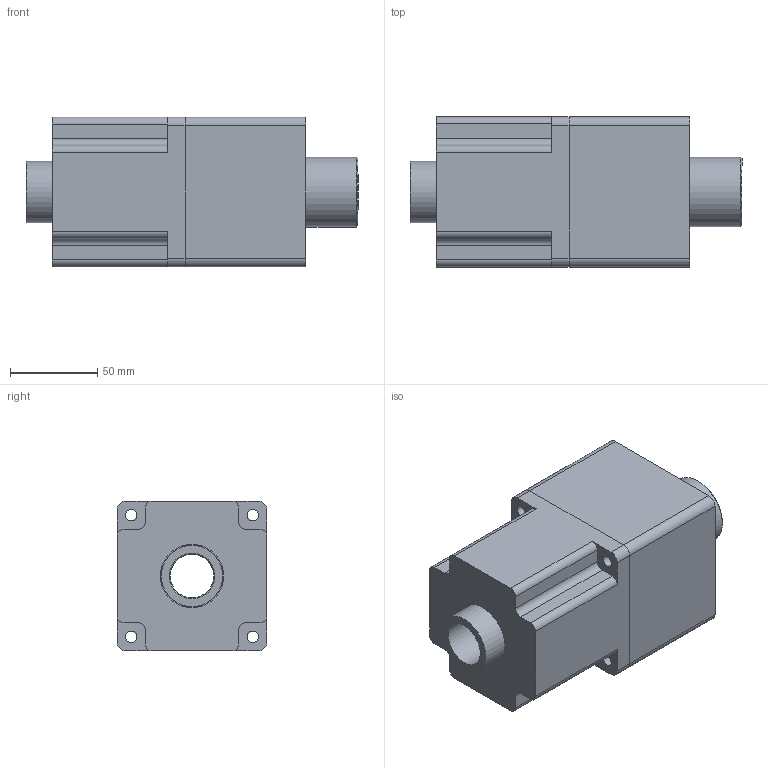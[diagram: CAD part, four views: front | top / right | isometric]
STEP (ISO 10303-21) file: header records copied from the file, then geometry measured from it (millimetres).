
FILE_DESCRIPTION(/* description */ (''),/* implementation_level */ '2;1');
FILE_NAME(/* name */ 'Rotating Ball Nema34 SFU2510 v2.step',/* time_stamp */ '2022-04-20T17:22:00+10:00',/* author */ (''),/* organization */ (''),/* preprocessor_version */ 'ST-DEVELOPER v18.1',/* originating_system */ 'Autodesk Translation Framework v10.14.0.1471',/* authorisation */ '');
FILE_SCHEMA (('AUTOMOTIVE_DESIGN { 1 0 10303 214 3 1 1 }'));
Length unit declared in the file: millimetre
Products named in the file (7): Rotating Ball Nema34 SFU2510; Component1; SFU2510 Ball nut; Component4; 90348A031_18-8 Stainless Steel Socket Head Screws; 8828T119_Angular-Contact Double Row Ball Bearing; Component3
Assembly tree (6 placements, depth 3):
  Rotating Ball Nema34 SFU2510
    Component1
    SFU2510 Ball nut
    Component4
      90348A031_18-8 Stainless Steel Socket Head Screws
    8828T119_Angular-Contact Double Row Ball Bearing
    Component3
Bounding box: 190 x 85.8 x 85.8 mm (x, y, z)
Volume: 824146.2 mm3; surface area: 199391.3 mm2
Topology: 28 solids, 28 shells, 260 faces, 665 edges, 427 vertices
Faces by surface type: cylinder 142, plane 67, cone 25, sphere 20, torus 4, bspline 2
Full cylindrical faces by diameter (mm): 4.701 x29, 5 x6, 6 x29, 6.5 x8, 6.6 x12, 10 x1, 25 x1, 26 x1, 35 x1, 36.2 x1, 40 x2, 40.5 x1, 41 x1, 55.622 x3, 62 x1, 64.378 x4, 66 x1, 80 x2
Entity records: 13662 total; most frequent: CARTESIAN_POINT 7249, DIRECTION 1277, ORIENTED_EDGE 1260, EDGE_CURVE 630, AXIS2_PLACEMENT_3D 517, VERTEX_POINT 427, EDGE_LOOP 333, FACE_OUTER_BOUND 260
